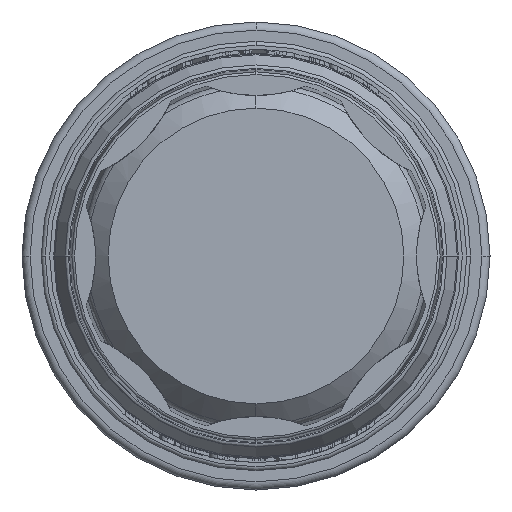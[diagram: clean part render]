
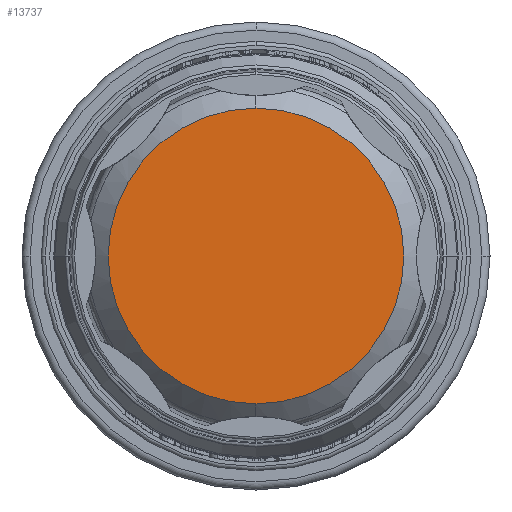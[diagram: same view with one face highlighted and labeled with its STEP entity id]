
A CAD part, left-side view. The second image highlights one B-rep face of the part: STEP entity #13737.
In plain terms, the highlighted planar face has unit normal (-1, 0, 0).
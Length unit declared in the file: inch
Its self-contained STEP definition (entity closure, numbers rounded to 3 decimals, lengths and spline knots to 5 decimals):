
#2687 = ORIENTED_EDGE ( 'NONE', *, *, #30345, .T. ) ;
#2771 = DIRECTION ( 'NONE',  ( -1., 0., 0. ) ) ;
#3900 = CIRCLE ( 'NONE', #39400, 0.5625 ) ;
#4374 = CIRCLE ( 'NONE', #14298, 0.5625 ) ;
#6004 = CARTESIAN_POINT ( 'NONE',  ( -3.468, 0., 0.5625 ) ) ;
#6772 = VERTEX_POINT ( 'NONE', #7067 ) ;
#7067 = CARTESIAN_POINT ( 'NONE',  ( -3.468, 0., -0.5625 ) ) ;
#12252 = DIRECTION ( 'NONE',  ( 0., 0., -1. ) ) ;
#13737 = ADVANCED_FACE ( 'NONE', ( #48341 ), #31899, .F. ) ;
#14298 = AXIS2_PLACEMENT_3D ( 'NONE', #49523, #17800, #17074 ) ;
#17074 = DIRECTION ( 'NONE',  ( 0., 0., 1. ) ) ;
#17800 = DIRECTION ( 'NONE',  ( -1., 0., 0. ) ) ;
#23246 = EDGE_CURVE ( 'NONE', #29896, #6772, #3900, .T. ) ;
#25944 = ORIENTED_EDGE ( 'NONE', *, *, #23246, .T. ) ;
#29896 = VERTEX_POINT ( 'NONE', #6004 ) ;
#30345 = EDGE_CURVE ( 'NONE', #6772, #29896, #4374, .T. ) ;
#30468 = CARTESIAN_POINT ( 'NONE',  ( -3.468, 0., 0. ) ) ;
#31899 = PLANE ( 'NONE',  #33618 ) ;
#33618 = AXIS2_PLACEMENT_3D ( 'NONE', #43743, #47601, #12252 ) ;
#34328 = DIRECTION ( 'NONE',  ( 0., 0., 1. ) ) ;
#35475 = EDGE_LOOP ( 'NONE', ( #2687, #25944 ) ) ;
#39400 = AXIS2_PLACEMENT_3D ( 'NONE', #30468, #2771, #34328 ) ;
#43743 = CARTESIAN_POINT ( 'NONE',  ( -3.468, -0.65891, 0. ) ) ;
#47601 = DIRECTION ( 'NONE',  ( 1., 0., 0. ) ) ;
#48341 = FACE_OUTER_BOUND ( 'NONE', #35475, .T. ) ;
#49523 = CARTESIAN_POINT ( 'NONE',  ( -3.468, 0., 0. ) ) ;
